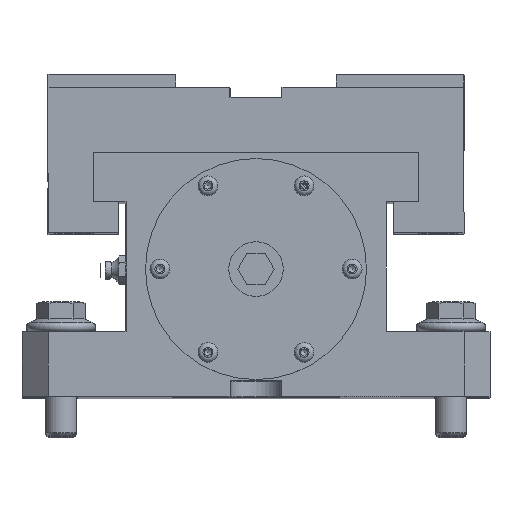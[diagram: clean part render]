
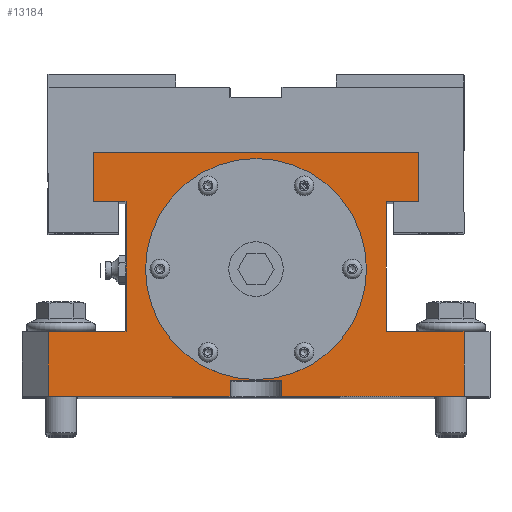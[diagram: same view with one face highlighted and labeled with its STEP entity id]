
A CAD part, top view. The second image highlights one B-rep face of the part: STEP entity #13184.
In plain terms, the highlighted planar face has unit normal (0, 0, 1).
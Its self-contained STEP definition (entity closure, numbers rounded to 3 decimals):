
#729=FACE_BOUND('',#2103,.T.);
#868=CIRCLE('',#14115,42.5);
#1339=FACE_OUTER_BOUND('',#2102,.T.);
#2102=EDGE_LOOP('',(#8189,#8190,#8191,#8192,#8193,#8194,#8195,#8196,#8197,
#8198,#8199,#8200,#8201,#8202,#8203,#8204));
#2103=EDGE_LOOP('',(#8205));
#2971=LINE('',#18776,#3957);
#2974=LINE('',#18782,#3960);
#2977=LINE('',#18806,#3963);
#2990=LINE('',#18832,#3976);
#3003=LINE('',#18882,#3989);
#3004=LINE('',#18884,#3990);
#3005=LINE('',#18885,#3991);
#3006=LINE('',#18887,#3992);
#3007=LINE('',#18889,#3993);
#3008=LINE('',#18891,#3994);
#3009=LINE('',#18893,#3995);
#3010=LINE('',#18895,#3996);
#3011=LINE('',#18897,#3997);
#3012=LINE('',#18899,#3998);
#3013=LINE('',#18901,#3999);
#3014=LINE('',#18902,#4000);
#3957=VECTOR('',#15326,10.);
#3960=VECTOR('',#15331,10.);
#3963=VECTOR('',#15354,10.);
#3976=VECTOR('',#15375,10.);
#3989=VECTOR('',#15418,10.);
#3990=VECTOR('',#15419,10.);
#3991=VECTOR('',#15420,10.);
#3992=VECTOR('',#15421,10.);
#3993=VECTOR('',#15422,10.);
#3994=VECTOR('',#15423,10.);
#3995=VECTOR('',#15424,10.);
#3996=VECTOR('',#15425,10.);
#3997=VECTOR('',#15426,10.);
#3998=VECTOR('',#15427,10.);
#3999=VECTOR('',#15428,10.);
#4000=VECTOR('',#15429,10.);
#4943=VERTEX_POINT('',#18773);
#4944=VERTEX_POINT('',#18775);
#4946=VERTEX_POINT('',#18781);
#4955=VERTEX_POINT('',#18802);
#4957=VERTEX_POINT('',#18805);
#4964=VERTEX_POINT('',#18826);
#4966=VERTEX_POINT('',#18830);
#4989=VERTEX_POINT('',#18883);
#4990=VERTEX_POINT('',#18886);
#4991=VERTEX_POINT('',#18888);
#4992=VERTEX_POINT('',#18890);
#4993=VERTEX_POINT('',#18892);
#4994=VERTEX_POINT('',#18894);
#4995=VERTEX_POINT('',#18896);
#4996=VERTEX_POINT('',#18898);
#4997=VERTEX_POINT('',#18900);
#4998=VERTEX_POINT('',#18903);
#6224=EDGE_CURVE('',#4943,#4944,#2971,.T.);
#6227=EDGE_CURVE('',#4944,#4946,#2974,.T.);
#6238=EDGE_CURVE('',#4955,#4957,#2977,.T.);
#6251=EDGE_CURVE('',#4966,#4964,#2990,.T.);
#6277=EDGE_CURVE('',#4946,#4955,#3003,.T.);
#6278=EDGE_CURVE('',#4989,#4943,#3004,.T.);
#6279=EDGE_CURVE('',#4964,#4989,#3005,.T.);
#6280=EDGE_CURVE('',#4990,#4966,#3006,.T.);
#6281=EDGE_CURVE('',#4991,#4990,#3007,.T.);
#6282=EDGE_CURVE('',#4992,#4991,#3008,.T.);
#6283=EDGE_CURVE('',#4992,#4993,#3009,.T.);
#6284=EDGE_CURVE('',#4993,#4994,#3010,.T.);
#6285=EDGE_CURVE('',#4994,#4995,#3011,.T.);
#6286=EDGE_CURVE('',#4996,#4995,#3012,.T.);
#6287=EDGE_CURVE('',#4997,#4996,#3013,.T.);
#6288=EDGE_CURVE('',#4957,#4997,#3014,.T.);
#6289=EDGE_CURVE('',#4998,#4998,#868,.T.);
#8189=ORIENTED_EDGE('',*,*,#6277,.F.);
#8190=ORIENTED_EDGE('',*,*,#6227,.F.);
#8191=ORIENTED_EDGE('',*,*,#6224,.F.);
#8192=ORIENTED_EDGE('',*,*,#6278,.F.);
#8193=ORIENTED_EDGE('',*,*,#6279,.F.);
#8194=ORIENTED_EDGE('',*,*,#6251,.F.);
#8195=ORIENTED_EDGE('',*,*,#6280,.F.);
#8196=ORIENTED_EDGE('',*,*,#6281,.F.);
#8197=ORIENTED_EDGE('',*,*,#6282,.F.);
#8198=ORIENTED_EDGE('',*,*,#6283,.T.);
#8199=ORIENTED_EDGE('',*,*,#6284,.T.);
#8200=ORIENTED_EDGE('',*,*,#6285,.T.);
#8201=ORIENTED_EDGE('',*,*,#6286,.F.);
#8202=ORIENTED_EDGE('',*,*,#6287,.F.);
#8203=ORIENTED_EDGE('',*,*,#6288,.F.);
#8204=ORIENTED_EDGE('',*,*,#6238,.F.);
#8205=ORIENTED_EDGE('',*,*,#6289,.T.);
#11932=PLANE('',#14114);
#13184=ADVANCED_FACE('',(#1339,#729),#11932,.F.);
#14114=AXIS2_PLACEMENT_3D('',#18881,#15416,#15417);
#14115=AXIS2_PLACEMENT_3D('',#18904,#15430,#15431);
#15326=DIRECTION('',(1.,0.,0.));
#15331=DIRECTION('',(0.,-1.,0.));
#15354=DIRECTION('',(0.,-1.,0.));
#15375=DIRECTION('',(0.,1.,0.));
#15416=DIRECTION('center_axis',(0.,0.,
-1.));
#15417=DIRECTION('ref_axis',(-1.,0.,0.));
#15418=DIRECTION('',(-1.,0.,0.));
#15419=DIRECTION('',(0.,1.,0.));
#15420=DIRECTION('',(-1.,0.,0.));
#15421=DIRECTION('',(1.,0.,0.));
#15422=DIRECTION('',(0.,1.,0.));
#15423=DIRECTION('',(-1.,0.,0.));
#15424=DIRECTION('',(0.,1.,0.));
#15425=DIRECTION('',(1.,0.,0.));
#15426=DIRECTION('',(0.,-1.,0.));
#15427=DIRECTION('',(-1.,0.,0.));
#15428=DIRECTION('',(0.,-1.,0.));
#15429=DIRECTION('',(1.,0.,0.));
#15430=DIRECTION('center_axis',(0.,0.,
-1.));
#15431=DIRECTION('ref_axis',(-0.5,-0.866,0.));
#18773=CARTESIAN_POINT('',(11.894,12.424,498.667));
#18775=CARTESIAN_POINT('',(136.894,12.424,498.667));
#18776=CARTESIAN_POINT('',(11.894,12.424,498.667));
#18781=CARTESIAN_POINT('',(136.894,-6.576,498.667));
#18782=CARTESIAN_POINT('',(136.894,-14.123,498.667));
#18802=CARTESIAN_POINT('',(124.394,-6.576,498.667));
#18805=CARTESIAN_POINT('',(124.394,-56.576,498.667));
#18806=CARTESIAN_POINT('',(124.394,-6.576,498.667));
#18826=CARTESIAN_POINT('',(24.394,-6.576,498.667));
#18830=CARTESIAN_POINT('',(24.394,-56.576,498.667));
#18832=CARTESIAN_POINT('',(24.394,-56.576,498.667));
#18881=CARTESIAN_POINT('Origin',(39.394,2.924,498.667));
#18882=CARTESIAN_POINT('',(136.894,-6.576,498.667));
#18883=CARTESIAN_POINT('',(11.894,-6.576,498.667));
#18884=CARTESIAN_POINT('',(11.894,-23.623,498.667));
#18885=CARTESIAN_POINT('',(24.394,-6.576,498.667));
#18886=CARTESIAN_POINT('',(-5.606,-56.576,498.667));
#18887=CARTESIAN_POINT('',(-15.606,-56.576,498.667));
#18888=CARTESIAN_POINT('',(-5.606,-81.576,498.667));
#18889=CARTESIAN_POINT('',(-5.606,-61.123,498.667));
#18890=CARTESIAN_POINT('',(64.394,-81.576,498.667));
#18891=CARTESIAN_POINT('',(74.394,-81.576,498.667));
#18892=CARTESIAN_POINT('',(64.394,-75.576,498.667));
#18893=CARTESIAN_POINT('',(64.394,-61.123,498.667));
#18894=CARTESIAN_POINT('',(84.394,-75.576,498.667));
#18895=CARTESIAN_POINT('',(74.394,-75.576,498.667));
#18896=CARTESIAN_POINT('',(84.394,-81.576,498.667));
#18897=CARTESIAN_POINT('',(84.394,-61.123,498.667));
#18898=CARTESIAN_POINT('',(154.394,-81.576,498.667));
#18899=CARTESIAN_POINT('',(74.394,-81.576,498.667));
#18900=CARTESIAN_POINT('',(154.394,-56.576,498.667));
#18901=CARTESIAN_POINT('',(154.394,-48.623,498.667));
#18902=CARTESIAN_POINT('',(124.394,-56.576,498.667));
#18903=CARTESIAN_POINT('',(116.894,-32.576,498.667));
#18904=CARTESIAN_POINT('Origin',(74.394,-32.576,498.667));
